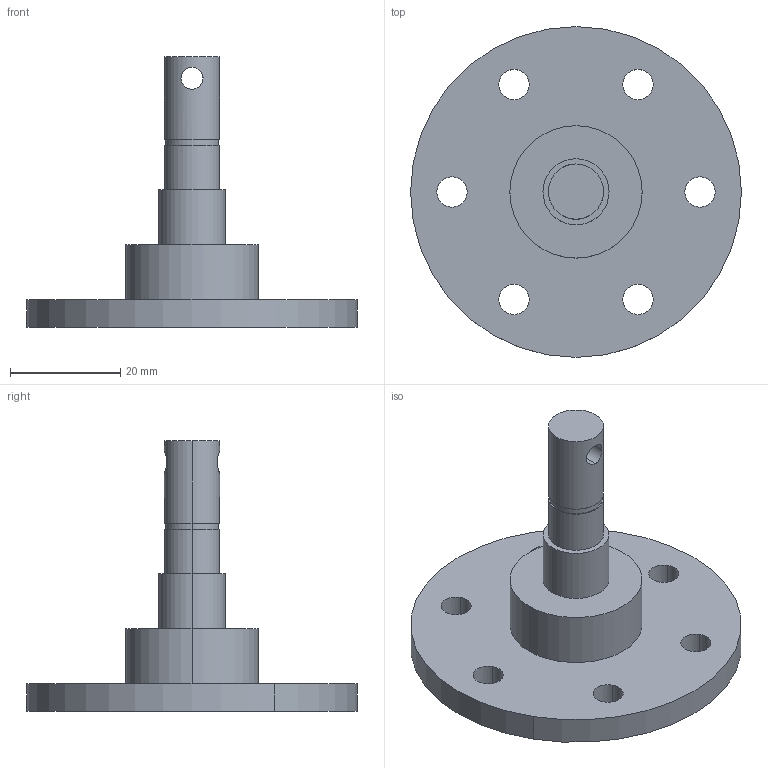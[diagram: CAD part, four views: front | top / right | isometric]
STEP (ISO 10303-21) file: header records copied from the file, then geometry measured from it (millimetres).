
FILE_DESCRIPTION (( 'STEP AP203' ), '1' );
FILE_NAME ('10mm詩秶薊粣ん.STEP', '2018-01-03T15:50:34', ( 'User' ), ( 'china' ), 'SwSTEP 2.0', 'SolidWorks 2016', '' );
FILE_SCHEMA (( 'CONFIG_CONTROL_DESIGN' ));
Length unit declared in the file: millimetre
Products named in the file (3): 3510薊粣ん 窒璃2; 10mm詩秶薊粣ん; 薊粣ん郪璃
Assembly tree (2 placements, depth 2):
  10mm詩秶薊粣ん
    薊粣ん郪璃
    3510薊粣ん 窒璃2
Bounding box: 60 x 60 x 49.1 mm (x, y, z)
Volume: 20008.1 mm3; surface area: 10324.4 mm2
Topology: 2 solids, 2 shells, 71 faces, 170 edges, 104 vertices
Faces by surface type: cylinder 46, cone 16, plane 9
Entity records: 2497 total; most frequent: CARTESIAN_POINT 458, DIRECTION 406, ORIENTED_EDGE 324, AXIS2_PLACEMENT_3D 172, EDGE_CURVE 162, EDGE_LOOP 104, VERTEX_POINT 104, CIRCLE 96
